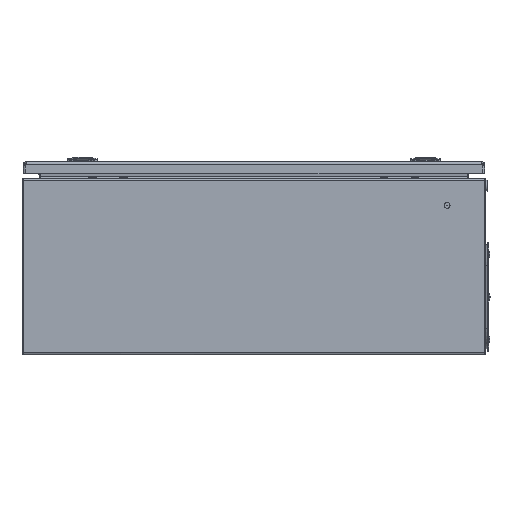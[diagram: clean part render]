
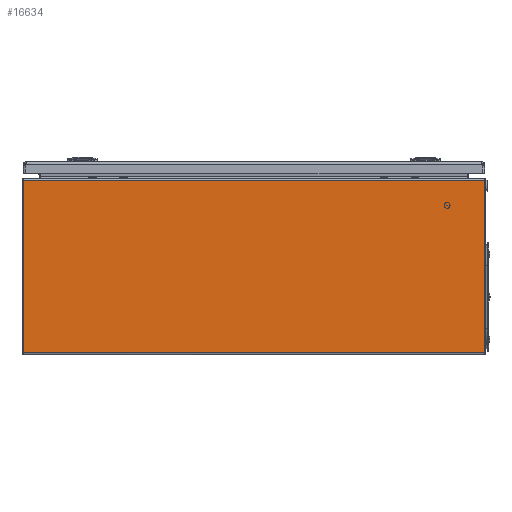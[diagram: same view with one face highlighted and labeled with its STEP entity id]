
A CAD part, left-side view. The second image highlights one B-rep face of the part: STEP entity #16634.
In plain terms, the highlighted planar face has unit normal (-1, 0, 0).
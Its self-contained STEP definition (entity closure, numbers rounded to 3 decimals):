
#16548 = VERTEX_POINT ( 'NONE', #38703 ) ;
#16552 = EDGE_CURVE ( 'NONE', #16553, #16548, #38701, .T. ) ;
#16553 = VERTEX_POINT ( 'NONE', #38697 ) ;
#16569 = VERTEX_POINT ( 'NONE', #38737 ) ;
#16610 = ORIENTED_EDGE ( 'NONE', *, *, #16611, .T. ) ;
#16611 = EDGE_CURVE ( 'NONE', #16548, #16612, #38822, .T. ) ;
#16612 = VERTEX_POINT ( 'NONE', #38817 ) ;
#16614 = ORIENTED_EDGE ( 'NONE', *, *, #16615, .T. ) ;
#16615 = EDGE_CURVE ( 'NONE', #16612, #16640, #38816, .T. ) ;
#16634 = ADVANCED_FACE ( 'NONE', ( #38851 ), #38850, .T. ) ;
#16636 = EDGE_LOOP ( 'NONE', ( #16638, #16642, #16643, #16645, #16610, #16614 ) ) ;
#16638 = ORIENTED_EDGE ( 'NONE', *, *, #16639, .T. ) ;
#16639 = EDGE_CURVE ( 'NONE', #16640, #16569, #38845, .T. ) ;
#16640 = VERTEX_POINT ( 'NONE', #38840 ) ;
#16642 = ORIENTED_EDGE ( 'NONE', *, *, #16651, .T. ) ;
#16643 = ORIENTED_EDGE ( 'NONE', *, *, #16644, .T. ) ;
#16644 = EDGE_CURVE ( 'NONE', #16648, #16553, #38839, .T. ) ;
#16645 = ORIENTED_EDGE ( 'NONE', *, *, #16552, .T. ) ;
#16648 = VERTEX_POINT ( 'NONE', #38831 ) ;
#16651 = EDGE_CURVE ( 'NONE', #16569, #16648, #38830, .T. ) ;
#38697 = CARTESIAN_POINT ( 'NONE',  ( -200., -298.499, 3. ) ) ;
#38698 = DIRECTION ( 'NONE',  ( 0., 0., 1. ) ) ;
#38699 = VECTOR ( 'NONE', #38698, 1000. ) ;
#38700 = CARTESIAN_POINT ( 'NONE',  ( -200., -298.499, 227. ) ) ;
#38701 = LINE ( 'NONE', #38700, #38699 ) ;
#38703 = CARTESIAN_POINT ( 'NONE',  ( -200., -298.499, 225.002 ) ) ;
#38737 = CARTESIAN_POINT ( 'NONE',  ( -200., 298.499, 225.002 ) ) ;
#38813 = DIRECTION ( 'NONE',  ( 0., 1., 0. ) ) ;
#38814 = VECTOR ( 'NONE', #38813, 1000. ) ;
#38815 = CARTESIAN_POINT ( 'NONE',  ( -200., -3283.492, 225.5 ) ) ;
#38816 = LINE ( 'NONE', #38815, #38814 ) ;
#38817 = CARTESIAN_POINT ( 'NONE',  ( -200., -298.474, 225.5 ) ) ;
#38818 = DIRECTION ( 'NONE',  ( 0., -1., 0. ) ) ;
#38819 = DIRECTION ( 'NONE',  ( -1., 0., 0. ) ) ;
#38820 = CARTESIAN_POINT ( 'NONE',  ( -200., -293.499, 225.002 ) ) ;
#38821 = AXIS2_PLACEMENT_3D ( 'NONE', #38820, #38819, #38818 ) ;
#38822 = CIRCLE ( 'NONE', #38821, 5. ) ;
#38827 = DIRECTION ( 'NONE',  ( 0., 0., -1. ) ) ;
#38828 = VECTOR ( 'NONE', #38827, 1000. ) ;
#38829 = CARTESIAN_POINT ( 'NONE',  ( -200., 298.499, 227. ) ) ;
#38830 = LINE ( 'NONE', #38829, #38828 ) ;
#38831 = CARTESIAN_POINT ( 'NONE',  ( -200., 298.499, 3. ) ) ;
#38836 = DIRECTION ( 'NONE',  ( 0., -1., 0. ) ) ;
#38837 = VECTOR ( 'NONE', #38836, 1000. ) ;
#38838 = CARTESIAN_POINT ( 'NONE',  ( -200., 3283.5, 3. ) ) ;
#38839 = LINE ( 'NONE', #38838, #38837 ) ;
#38840 = CARTESIAN_POINT ( 'NONE',  ( -200., 298.474, 225.5 ) ) ;
#38841 = DIRECTION ( 'NONE',  ( 0., -1., 0. ) ) ;
#38842 = DIRECTION ( 'NONE',  ( -1., 0., 0. ) ) ;
#38843 = CARTESIAN_POINT ( 'NONE',  ( -200., 293.499, 225.002 ) ) ;
#38844 = AXIS2_PLACEMENT_3D ( 'NONE', #38843, #38842, #38841 ) ;
#38845 = CIRCLE ( 'NONE', #38844, 5. ) ;
#38846 = DIRECTION ( 'NONE',  ( 0., 0., -1. ) ) ;
#38847 = DIRECTION ( 'NONE',  ( -1., 0., 0. ) ) ;
#38848 = CARTESIAN_POINT ( 'NONE',  ( -200., 3283.5, 227. ) ) ;
#38849 = AXIS2_PLACEMENT_3D ( 'NONE', #38848, #38847, #38846 ) ;
#38850 = PLANE ( 'NONE',  #38849 ) ;
#38851 = FACE_OUTER_BOUND ( 'NONE', #16636, .T. ) ;
